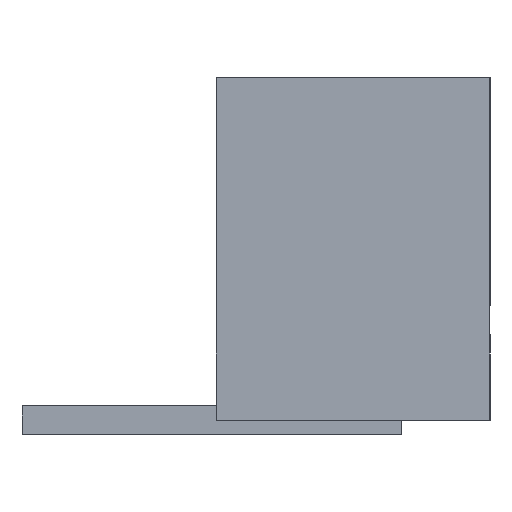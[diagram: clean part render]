
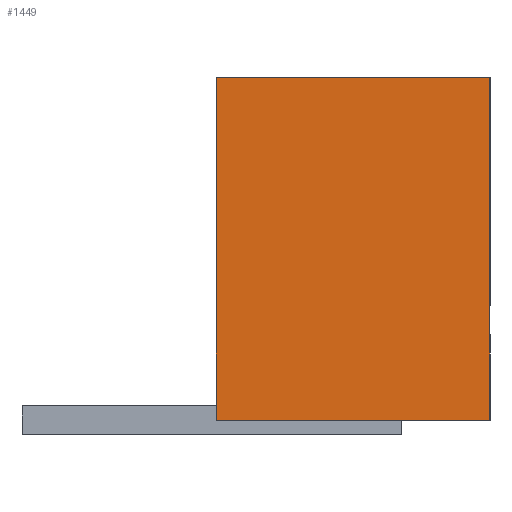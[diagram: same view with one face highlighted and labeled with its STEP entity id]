
A CAD part, left-side view. The second image highlights one B-rep face of the part: STEP entity #1449.
In plain terms, the highlighted planar face has unit normal (-1, 0, 0).
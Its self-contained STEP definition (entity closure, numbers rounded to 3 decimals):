
#75 = VECTOR ( 'NONE', #194, 1000. ) ;
#194 = DIRECTION ( 'NONE',  ( 0., 0., -1. ) ) ;
#264 = VERTEX_POINT ( 'NONE', #1192 ) ;
#291 = ORIENTED_EDGE ( 'NONE', *, *, #2127, .F. ) ;
#331 = ORIENTED_EDGE ( 'NONE', *, *, #1753, .T. ) ;
#332 = EDGE_CURVE ( 'NONE', #1558, #2190, #827, .T. ) ;
#348 = CARTESIAN_POINT ( 'NONE',  ( -5., 2.4, 0. ) ) ;
#412 = CARTESIAN_POINT ( 'NONE',  ( -5., -2.4, 2. ) ) ;
#502 = DIRECTION ( 'NONE',  ( 0., 0., -1. ) ) ;
#699 = ORIENTED_EDGE ( 'NONE', *, *, #1541, .F. ) ;
#790 = DIRECTION ( 'NONE',  ( 0., -1., 0. ) ) ;
#799 = ORIENTED_EDGE ( 'NONE', *, *, #332, .T. ) ;
#827 = LINE ( 'NONE', #2376, #2104 ) ;
#1058 = DIRECTION ( 'NONE',  ( 0., -1., 0. ) ) ;
#1114 = CARTESIAN_POINT ( 'NONE',  ( -5., 2.4, 2. ) ) ;
#1168 = VECTOR ( 'NONE', #1058, 1000. ) ;
#1192 = CARTESIAN_POINT ( 'NONE',  ( -5., -2.4, 0. ) ) ;
#1434 = AXIS2_PLACEMENT_3D ( 'NONE', #1114, #1852, #2055 ) ;
#1447 = FACE_OUTER_BOUND ( 'NONE', #1573, .T. ) ;
#1449 = ADVANCED_FACE ( 'NONE', ( #1447 ), #2071, .F. ) ;
#1535 = CARTESIAN_POINT ( 'NONE',  ( -5., -2.4, 6. ) ) ;
#1541 = EDGE_CURVE ( 'NONE', #1887, #264, #2484, .T. ) ;
#1558 = VERTEX_POINT ( 'NONE', #1904 ) ;
#1573 = EDGE_LOOP ( 'NONE', ( #331, #699, #291, #799 ) ) ;
#1730 = LINE ( 'NONE', #348, #2411 ) ;
#1753 = EDGE_CURVE ( 'NONE', #2190, #264, #1730, .T. ) ;
#1852 = DIRECTION ( 'NONE',  ( 1., 0., 0. ) ) ;
#1887 = VERTEX_POINT ( 'NONE', #1535 ) ;
#1904 = CARTESIAN_POINT ( 'NONE',  ( -5., 2.4, 6. ) ) ;
#2033 = CARTESIAN_POINT ( 'NONE',  ( -5., -2.4, 6. ) ) ;
#2055 = DIRECTION ( 'NONE',  ( 0., 0., -1. ) ) ;
#2071 = PLANE ( 'NONE',  #1434 ) ;
#2104 = VECTOR ( 'NONE', #502, 1000. ) ;
#2127 = EDGE_CURVE ( 'NONE', #1558, #1887, #2255, .T. ) ;
#2190 = VERTEX_POINT ( 'NONE', #2517 ) ;
#2255 = LINE ( 'NONE', #2033, #1168 ) ;
#2376 = CARTESIAN_POINT ( 'NONE',  ( -5., 2.4, 2. ) ) ;
#2411 = VECTOR ( 'NONE', #790, 1000. ) ;
#2484 = LINE ( 'NONE', #412, #75 ) ;
#2517 = CARTESIAN_POINT ( 'NONE',  ( -5., 2.4, 0. ) ) ;
